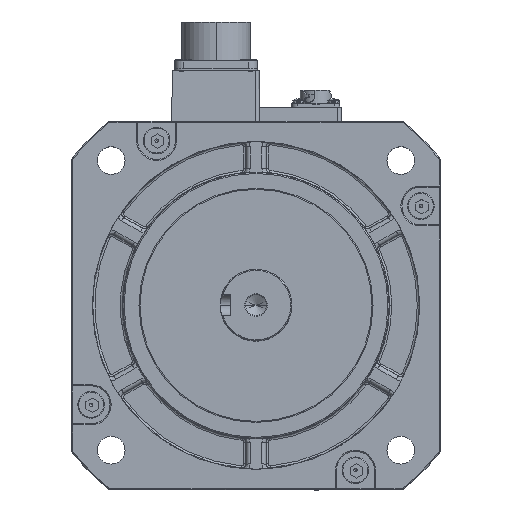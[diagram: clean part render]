
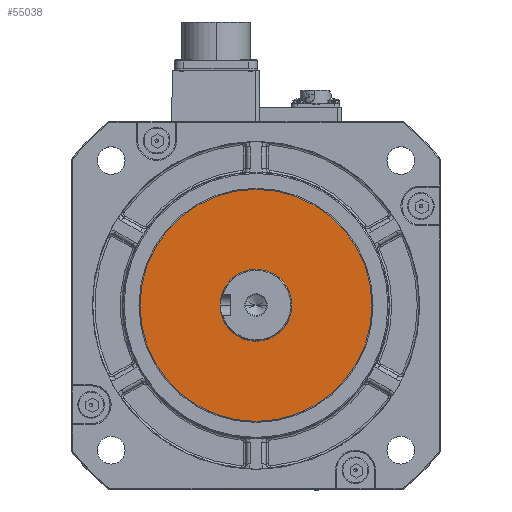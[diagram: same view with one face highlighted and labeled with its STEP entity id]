
A CAD part, top view. The second image highlights one B-rep face of the part: STEP entity #55038.
In plain terms, the highlighted planar face has unit normal (0, 0, 1).
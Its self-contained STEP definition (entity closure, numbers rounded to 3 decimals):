
#90 = AXIS2_PLACEMENT_3D ( 'NONE', #56145, #4502, #42046 ) ;
#2125 = CARTESIAN_POINT ( 'NONE',  ( 17.5, 0., 55.7 ) ) ;
#4502 = DIRECTION ( 'NONE',  ( 0., 0., 1. ) ) ;
#6551 = DIRECTION ( 'NONE',  ( 0., 0., 1. ) ) ;
#6575 = FACE_OUTER_BOUND ( 'NONE', #58813, .T. ) ;
#6712 = AXIS2_PLACEMENT_3D ( 'NONE', #28702, #9751, #56485 ) ;
#6749 = DIRECTION ( 'NONE',  ( 1., 0., 0. ) ) ;
#9751 = DIRECTION ( 'NONE',  ( 0., 0., 1. ) ) ;
#10007 = ORIENTED_EDGE ( 'NONE', *, *, #12791, .T. ) ;
#12791 = EDGE_CURVE ( 'NONE', #24486, #58830, #51544, .T. ) ;
#12884 = VERTEX_POINT ( 'NONE', #2125 ) ;
#13823 = AXIS2_PLACEMENT_3D ( 'NONE', #15476, #6551, #6749 ) ;
#14643 = EDGE_CURVE ( 'NONE', #12884, #30087, #30794, .T. ) ;
#15476 = CARTESIAN_POINT ( 'NONE',  ( 52.5, 0., 55.7 ) ) ;
#15685 = PLANE ( 'NONE',  #13823 ) ;
#15820 = CARTESIAN_POINT ( 'NONE',  ( 0., 0., 55.7 ) ) ;
#16922 = FACE_BOUND ( 'NONE', #49674, .T. ) ;
#17700 = CARTESIAN_POINT ( 'NONE',  ( 0., 0., 55.7 ) ) ;
#19487 = AXIS2_PLACEMENT_3D ( 'NONE', #15820, #20947, #30127 ) ;
#20844 = ORIENTED_EDGE ( 'NONE', *, *, #51934, .T. ) ;
#20947 = DIRECTION ( 'NONE',  ( 0., 0., 1. ) ) ;
#24486 = VERTEX_POINT ( 'NONE', #29383 ) ;
#26076 = DIRECTION ( 'NONE',  ( 0., 0., 1. ) ) ;
#28702 = CARTESIAN_POINT ( 'NONE',  ( 0., 0., 55.7 ) ) ;
#29383 = CARTESIAN_POINT ( 'NONE',  ( -56.65, 0., 55.7 ) ) ;
#30087 = VERTEX_POINT ( 'NONE', #56425 ) ;
#30127 = DIRECTION ( 'NONE',  ( 1., 0., 0. ) ) ;
#30794 = CIRCLE ( 'NONE', #19487, 17.5 ) ;
#32099 = ORIENTED_EDGE ( 'NONE', *, *, #14643, .F. ) ;
#42046 = DIRECTION ( 'NONE',  ( 1., 0., 0. ) ) ;
#44671 = EDGE_CURVE ( 'NONE', #30087, #12884, #54780, .T. ) ;
#45913 = CARTESIAN_POINT ( 'NONE',  ( 56.65, 0., 55.7 ) ) ;
#49674 = EDGE_LOOP ( 'NONE', ( #32099, #50787 ) ) ;
#49798 = AXIS2_PLACEMENT_3D ( 'NONE', #17700, #26076, #50017 ) ;
#50017 = DIRECTION ( 'NONE',  ( 1., 0., 0. ) ) ;
#50787 = ORIENTED_EDGE ( 'NONE', *, *, #44671, .F. ) ;
#51544 = CIRCLE ( 'NONE', #6712, 56.65 ) ;
#51934 = EDGE_CURVE ( 'NONE', #58830, #24486, #53456, .T. ) ;
#53456 = CIRCLE ( 'NONE', #90, 56.65 ) ;
#54780 = CIRCLE ( 'NONE', #49798, 17.5 ) ;
#55038 = ADVANCED_FACE ( 'NONE', ( #16922, #6575 ), #15685, .T. ) ;
#56145 = CARTESIAN_POINT ( 'NONE',  ( 0., 0., 55.7 ) ) ;
#56425 = CARTESIAN_POINT ( 'NONE',  ( -17.5, 0., 55.7 ) ) ;
#56485 = DIRECTION ( 'NONE',  ( 1., 0., 0. ) ) ;
#58813 = EDGE_LOOP ( 'NONE', ( #10007, #20844 ) ) ;
#58830 = VERTEX_POINT ( 'NONE', #45913 ) ;
